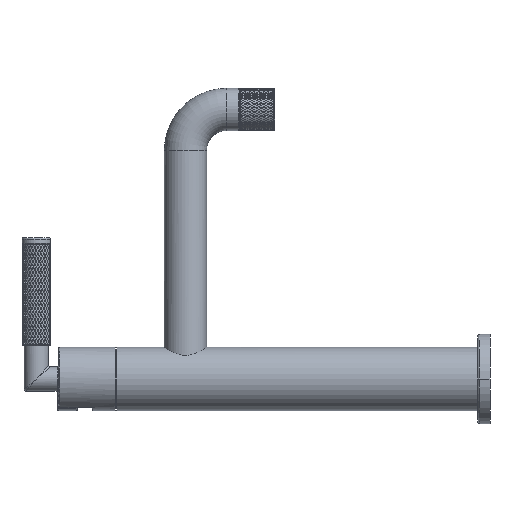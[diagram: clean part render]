
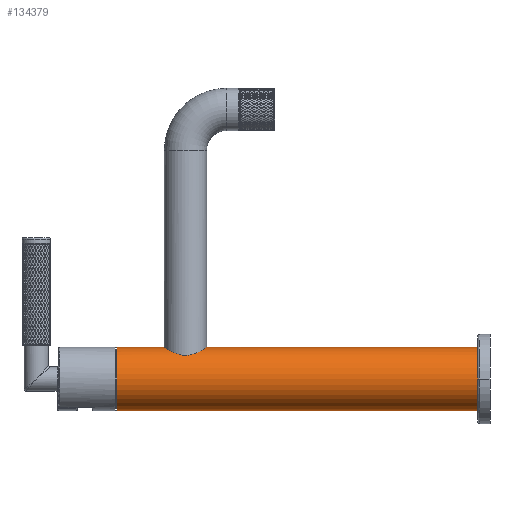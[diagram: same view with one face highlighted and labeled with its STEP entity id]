
A CAD part, left-side view. The second image highlights one B-rep face of the part: STEP entity #134379.
In plain terms, the highlighted cylindrical face has radius 16.637 mm (diameter 33.274 mm), a partial arc.
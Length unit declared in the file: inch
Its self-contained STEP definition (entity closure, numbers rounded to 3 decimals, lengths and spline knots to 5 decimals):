
#621=CARTESIAN_POINT('',(4.15062,7.695,0.13468));
#622=DIRECTION('',(0.,-1.,0.));
#623=DIRECTION('',(0.,0.,1.));
#624=AXIS2_PLACEMENT_3D('',#621,#622,#623);
#636=CARTESIAN_POINT('',(4.15062,5.8375,0.78968));
#654=CARTESIAN_POINT('',(4.15062,6.7125,0.78968));
#656=DIRECTION('',(0.,1.,0.));
#657=VECTOR('',#656,0.9825);
#658=CARTESIAN_POINT('',(4.15062,6.7125,0.78968));
#659=LINE('',#658,#657);
#660=DIRECTION('',(0.,1.,0.));
#661=VECTOR('',#660,5.6125);
#662=CARTESIAN_POINT('',(4.15062,0.225,0.78968));
#663=LINE('',#662,#661);
#672=CARTESIAN_POINT('',(4.15062,6.7125,0.78968));
#673=CARTESIAN_POINT('',(4.12226,6.7125,0.78968));
#674=CARTESIAN_POINT('',(4.06574,6.70727,0.78616));
#675=CARTESIAN_POINT('',(3.97825,6.68039,0.76851));
#676=CARTESIAN_POINT('',(3.90394,6.63945,0.74295));
#677=CARTESIAN_POINT('',(3.84001,6.58679,0.71263));
#678=CARTESIAN_POINT('',(3.7871,6.52305,0.68054));
#679=CARTESIAN_POINT('',(3.74546,6.44829,0.64999));
#680=CARTESIAN_POINT('',(3.71784,6.35807,0.62652));
#681=CARTESIAN_POINT('',(3.71045,6.27207,0.61968));
#682=CARTESIAN_POINT('',(3.71915,6.18504,0.6277));
#683=CARTESIAN_POINT('',(3.74836,6.09515,0.6523));
#684=CARTESIAN_POINT('',(3.79085,6.02163,0.68303));
#685=CARTESIAN_POINT('',(3.84392,5.95947,0.7147));
#686=CARTESIAN_POINT('',(3.90735,5.90836,0.74428));
#687=CARTESIAN_POINT('',(3.98083,5.8686,0.76916));
#688=CARTESIAN_POINT('',(4.0674,5.84249,0.78632));
#689=CARTESIAN_POINT('',(4.12286,5.8375,0.78968));
#690=CARTESIAN_POINT('',(4.15062,5.8375,0.78968));
#692=DIRECTION('',(0.,1.,0.));
#693=VECTOR('',#692,7.47);
#694=CARTESIAN_POINT('',(4.15062,0.225,-0.52032));
#695=LINE('',#694,#693);
#721=CARTESIAN_POINT('',(4.15062,0.225,0.13468));
#722=DIRECTION('',(0.,1.,0.));
#723=DIRECTION('',(0.,0.,-1.));
#724=AXIS2_PLACEMENT_3D('',#721,#722,#723);
#123675=CARTESIAN_POINT('',(4.15062,7.695,-0.52032));
#123676=CARTESIAN_POINT('',(4.15062,7.695,0.78968));
#123677=VERTEX_POINT('',#123675);
#123678=VERTEX_POINT('',#123676);
#123679=CARTESIAN_POINT('',(4.15062,0.225,-0.52032));
#123680=VERTEX_POINT('',#123679);
#123681=CARTESIAN_POINT('',(4.15062,0.225,0.78968));
#123682=VERTEX_POINT('',#123681);
#129311=VERTEX_POINT('',#636);
#129312=VERTEX_POINT('',#654);
#134365=CARTESIAN_POINT('',(4.15062,-0.16,0.13468));
#134366=DIRECTION('',(0.,1.,0.));
#134367=DIRECTION('',(0.,0.,-1.));
#134368=AXIS2_PLACEMENT_3D('',#134365,#134366,#134367);
#134369=CYLINDRICAL_SURFACE('',#134368,0.655);
#134370=ORIENTED_EDGE('',*,*,#134356,.T.);
#134371=ORIENTED_EDGE('',*,*,#134331,.F.);
#134373=ORIENTED_EDGE('',*,*,#134372,.F.);
#134374=ORIENTED_EDGE('',*,*,#134327,.T.);
#134375=ORIENTED_EDGE('',*,*,#134308,.F.);
#134376=ORIENTED_EDGE('',*,*,#134324,.F.);
#134377=EDGE_LOOP('',(#134370,#134371,#134373,#134374,#134375,#134376));
#134378=FACE_OUTER_BOUND('',#134377,.F.);
#134379=ADVANCED_FACE('',(#134378),#134369,.T.);
#625=CIRCLE('',#624,0.655);
#691=B_SPLINE_CURVE_WITH_KNOTS('',3,(#672,#673,#674,#675,#676,#677,#678,#679,
#680,#681,#682,#683,#684,#685,#686,#687,#688,#689,#690),.UNSPECIFIED.,.F.,.F.,
(4,1,1,1,1,1,1,1,1,1,1,1,1,1,1,1,4),(0.,0.0625,0.125,0.1875,0.25,
0.3125,0.375,0.4375,0.5,0.5625,0.625,0.6875,0.75,0.8125,
0.875,0.9375,1.),.UNSPECIFIED.);
#725=CIRCLE('',#724,0.655);
#134308=EDGE_CURVE('',#123678,#123677,#625,.T.);
#134324=EDGE_CURVE('',#129312,#123678,#659,.T.);
#134327=EDGE_CURVE('',#123680,#123677,#695,.T.);
#134331=EDGE_CURVE('',#123682,#129311,#663,.T.);
#134356=EDGE_CURVE('',#129312,#129311,#691,.T.);
#134372=EDGE_CURVE('',#123680,#123682,#725,.T.);
